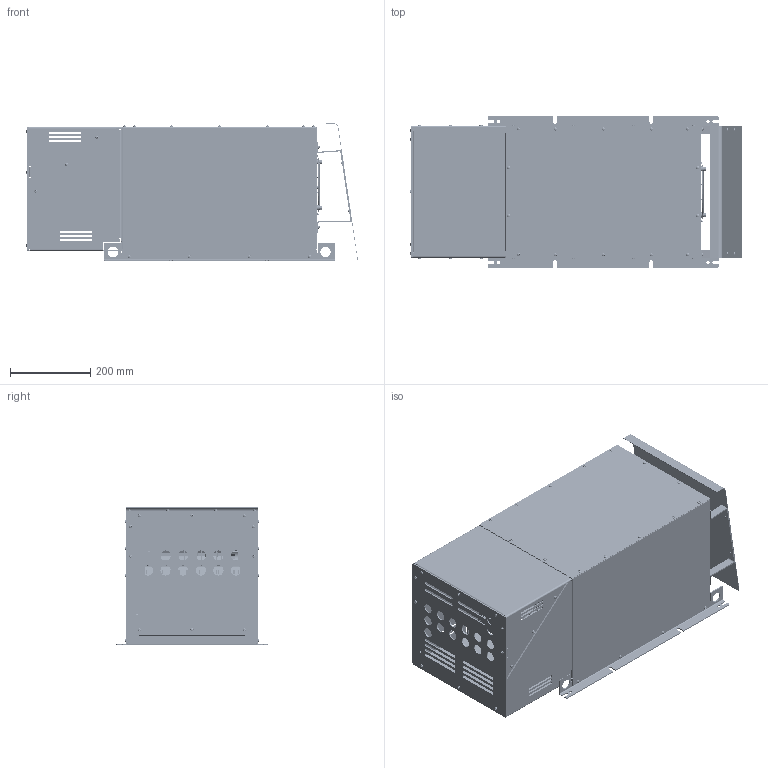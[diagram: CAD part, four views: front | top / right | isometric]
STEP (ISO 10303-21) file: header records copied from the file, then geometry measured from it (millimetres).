
FILE_DESCRIPTION(/* description */ (''),/* implementation_level */ '2;1');
FILE_NAME(/* name */ 'X4 IP21 if1.stp',/* time_stamp */ '2014-08-20T14:10:07+02:00',/* author */ ('MK'),/* organization */ (''),/* preprocessor_version */ 'ST-DEVELOPER v15.6',/* originating_system */ 'Autodesk Inventor 2015',/* authorisation */ '');
FILE_SCHEMA (('AUTOMOTIVE_DESIGN { 1 0 10303 214 3 1 1 }'));
Products named in the file (40): 10100257 Bodenblech X4; 10100395 Seitenwand RHF-BG X4-A; 10100394 Lüfterblech RHF-BG X4-A; 10100393 Deckel RHF-BG X4-A; 10100389 Anschlussblech RHF-BG X4-A; Klemmenblech X4; Zugentlastung X4; DIN 912 - M4 x 0,7 x 6 x 4,25; Hutschiene 35x7x238mm; WDU_35____1020500000; WAP_16+35_WTW_2.5-10_BL_STP 1050100000_09288; WEW_35_1_1059000000 ; WDU_16_1020400000; WDU_2_5_1020000000; WEW_35_2_1061200000; 10900009 Schutzgitter LZ 24; DIN 7985 (Z) - M4x5-Z; 11100001 Sicherungshalter 6_3x32; 11100001-1 Mutter M12; 11100001-2 Kappe; DIN 6797 - A 8,4; DIN 933 - M8  x 30; DIN 125 - A 8,4; DIN 128 - A8; DIN 934 - M8 x 1,25; 10100499 NEMA-Kit X4 unten; 10100496 NEMA-Kit X4 Anschlussblech; DIN 7985 (H) - M4x5-H; 10100498 NEMA-Kit X4 oben; Dachfläche X4; Dachbügel links RHF-X4; Dachbügel rechts RHF-X4; DIN 7337 - A4 x 8 x 4; 10100497 NEMA-Kit X4 Dach; DIN 912 - M5 x 0,8 x 50 x 22; DIN 125 - A 5,3; DIN 128 - A5; 10900031 Lüfter W2S130BM0301; X4 IP21 if1
Bounding box: 829.45 x 378 x 343.93 mm (x, y, z)
Volume: 2938063.6 mm3; surface area: 3402374.1 mm2
Topology: 140 solids, 194 shells, 9965 faces, 28270 edges, 18810 vertices
Faces by surface type: plane 5948, cylinder 2804, cone 562, torus 422, bspline 164, sphere 65
Full cylindrical faces by diameter (mm): 1 x2, 1.396 x8, 1.5 x1, 1.9 x2, 2.5 x4, 3.242 x59, 3.65 x56, 3.95 x3, 4 x76, 4.25 x12, 4.5 x6, 5 x50, 5.3 x2, 5.4 x2, 5.6 x1, 6 x5, 6.5 x5, 6.647 x4, 6.8 x19, 7 x9, 7.323 x2, 8 x16, 8.25 x12, 8.4 x10, 8.5 x7, 9.2 x2, 9.4 x3, 9.5 x2, 10 x2, 10.5 x1
Entity records: 154529 total; most frequent: CARTESIAN_POINT 44455, DIRECTION 22273, ORIENTED_EDGE 21647, EDGE_CURVE 11499, VERTEX_POINT 7913, AXIS2_PLACEMENT_3D 7673, LINE 6927, VECTOR 6927
